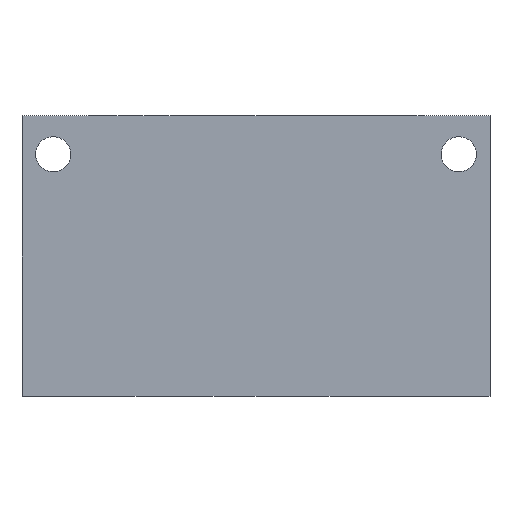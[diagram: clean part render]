
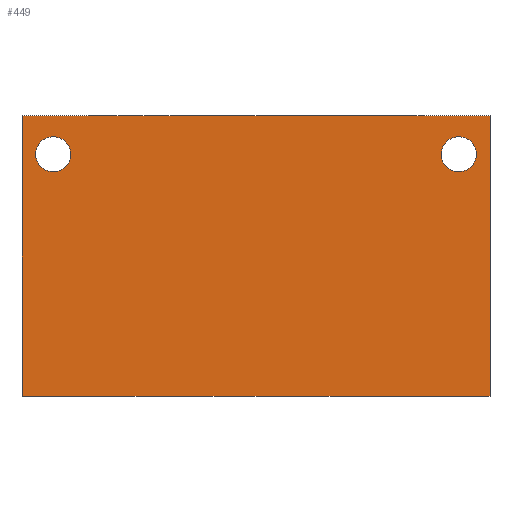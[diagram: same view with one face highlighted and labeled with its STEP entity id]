
A CAD part, front view. The second image highlights one B-rep face of the part: STEP entity #449.
In plain terms, the highlighted planar face has unit normal (0, -1, 0).
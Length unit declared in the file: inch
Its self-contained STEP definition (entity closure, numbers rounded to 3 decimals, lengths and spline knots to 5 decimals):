
#112=DIRECTION('',(0.,0.,-1.));
#113=VECTOR('',#112,2.25);
#114=CARTESIAN_POINT('',(-1.875,0.,0.));
#115=LINE('',#114,#113);
#132=DIRECTION('',(1.,0.,0.));
#133=VECTOR('',#132,3.75);
#134=CARTESIAN_POINT('',(-1.875,0.,0.));
#135=LINE('',#134,#133);
#136=CARTESIAN_POINT('',(1.625,0.,-0.31));
#137=DIRECTION('',(0.,-1.,0.));
#138=DIRECTION('',(1.,0.,0.));
#139=AXIS2_PLACEMENT_3D('',#136,#137,#138);
#141=CARTESIAN_POINT('',(1.625,0.,-0.31));
#142=DIRECTION('',(0.,-1.,0.));
#143=DIRECTION('',(-1.,0.,0.));
#144=AXIS2_PLACEMENT_3D('',#141,#142,#143);
#146=CARTESIAN_POINT('',(-1.625,0.,-0.31));
#147=DIRECTION('',(0.,-1.,0.));
#148=DIRECTION('',(1.,0.,0.));
#149=AXIS2_PLACEMENT_3D('',#146,#147,#148);
#151=CARTESIAN_POINT('',(-1.625,0.,-0.31));
#152=DIRECTION('',(0.,-1.,0.));
#153=DIRECTION('',(-1.,0.,0.));
#154=AXIS2_PLACEMENT_3D('',#151,#152,#153);
#242=DIRECTION('',(1.,0.,0.));
#243=VECTOR('',#242,3.75);
#244=CARTESIAN_POINT('',(-1.875,0.,-2.25));
#245=LINE('',#244,#243);
#256=DIRECTION('',(0.,0.,-1.));
#257=VECTOR('',#256,2.25);
#258=CARTESIAN_POINT('',(1.875,0.,0.));
#259=LINE('',#258,#257);
#348=CARTESIAN_POINT('',(-1.875,0.,0.));
#349=CARTESIAN_POINT('',(-1.875,0.,-2.25));
#350=VERTEX_POINT('',#348);
#351=VERTEX_POINT('',#349);
#358=CARTESIAN_POINT('',(1.875,0.,0.));
#359=CARTESIAN_POINT('',(1.875,0.,-2.25));
#360=VERTEX_POINT('',#358);
#361=VERTEX_POINT('',#359);
#389=CARTESIAN_POINT('',(1.7655,0.,-0.31));
#390=CARTESIAN_POINT('',(1.4845,0.,-0.31));
#391=VERTEX_POINT('',#389);
#392=VERTEX_POINT('',#390);
#397=CARTESIAN_POINT('',(-1.4845,0.,-0.31));
#398=CARTESIAN_POINT('',(-1.7655,0.,-0.31));
#399=VERTEX_POINT('',#397);
#400=VERTEX_POINT('',#398);
#423=CARTESIAN_POINT('',(-1.875,0.,0.));
#424=DIRECTION('',(0.,-1.,0.));
#425=DIRECTION('',(0.,0.,-1.));
#426=AXIS2_PLACEMENT_3D('',#423,#424,#425);
#427=PLANE('',#426);
#428=ORIENTED_EDGE('',*,*,#410,.F.);
#430=ORIENTED_EDGE('',*,*,#429,.T.);
#432=ORIENTED_EDGE('',*,*,#431,.T.);
#434=ORIENTED_EDGE('',*,*,#433,.F.);
#435=EDGE_LOOP('',(#428,#430,#432,#434));
#436=FACE_OUTER_BOUND('',#435,.F.);
#438=ORIENTED_EDGE('',*,*,#437,.T.);
#440=ORIENTED_EDGE('',*,*,#439,.T.);
#441=EDGE_LOOP('',(#438,#440));
#442=FACE_BOUND('',#441,.F.);
#444=ORIENTED_EDGE('',*,*,#443,.T.);
#446=ORIENTED_EDGE('',*,*,#445,.T.);
#447=EDGE_LOOP('',(#444,#446));
#448=FACE_BOUND('',#447,.F.);
#449=ADVANCED_FACE('',(#436,#442,#448),#427,.T.);
#140=CIRCLE('',#139,0.1405);
#145=CIRCLE('',#144,0.1405);
#150=CIRCLE('',#149,0.1405);
#155=CIRCLE('',#154,0.1405);
#410=EDGE_CURVE('',#350,#351,#115,.T.);
#429=EDGE_CURVE('',#350,#360,#135,.T.);
#431=EDGE_CURVE('',#360,#361,#259,.T.);
#433=EDGE_CURVE('',#351,#361,#245,.T.);
#437=EDGE_CURVE('',#391,#392,#140,.T.);
#439=EDGE_CURVE('',#392,#391,#145,.T.);
#443=EDGE_CURVE('',#399,#400,#150,.T.);
#445=EDGE_CURVE('',#400,#399,#155,.T.);
